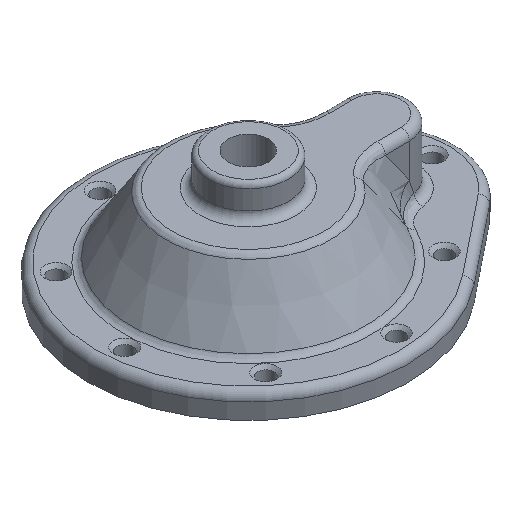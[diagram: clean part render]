
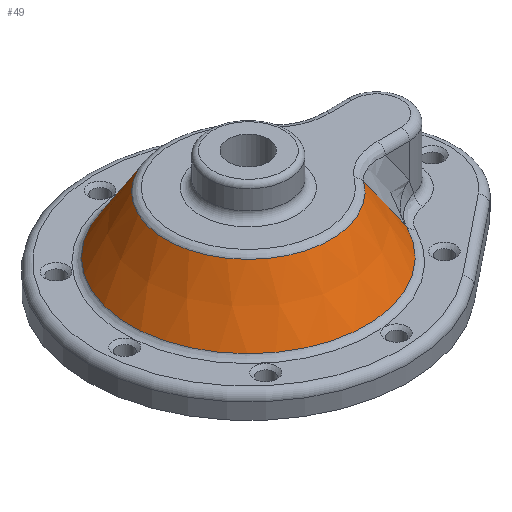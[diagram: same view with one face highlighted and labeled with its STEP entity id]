
A CAD part, isometric view. The second image highlights one B-rep face of the part: STEP entity #49.
In plain terms, the highlighted conical face has half-angle 32.005 degrees and reference radius 75 mm.
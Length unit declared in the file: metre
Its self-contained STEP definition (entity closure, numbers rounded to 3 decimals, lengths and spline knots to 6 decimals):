
#49 = ADVANCED_FACE( '', ( #131 ), #132, .T. );
#131 = FACE_OUTER_BOUND( '', #310, .T. );
#132 = CONICAL_SURFACE( '', #311, 0.075, 0.559 );
#310 = EDGE_LOOP( '', ( #1277, #1278, #1279, #1280, #1281, #1282 ) );
#311 = AXIS2_PLACEMENT_3D( '', #1283, #1284, #1285 );
#1277 = ORIENTED_EDGE( '', *, *, #1716, .T. );
#1278 = ORIENTED_EDGE( '', *, *, #1717, .T. );
#1279 = ORIENTED_EDGE( '', *, *, #1718, .T. );
#1280 = ORIENTED_EDGE( '', *, *, #1719, .T. );
#1281 = ORIENTED_EDGE( '', *, *, #1720, .T. );
#1282 = ORIENTED_EDGE( '', *, *, #1721, .T. );
#1283 = CARTESIAN_POINT( '', ( 0., 0., 0.015 ) );
#1284 = DIRECTION( '', ( 0., 0., -1. ) );
#1285 = DIRECTION( '', ( -1., 0., 0. ) );
#1716 = EDGE_CURVE( '', #1871, #1872, #1873, .T. );
#1717 = EDGE_CURVE( '', #1872, #1874, #1875, .F. );
#1718 = EDGE_CURVE( '', #1874, #1876, #1877, .T. );
#1719 = EDGE_CURVE( '', #1876, #1878, #1879, .T. );
#1720 = EDGE_CURVE( '', #1878, #1880, #1881, .F. );
#1721 = EDGE_CURVE( '', #1880, #1871, #1882, .T. );
#1871 = VERTEX_POINT( '', #2103 );
#1872 = VERTEX_POINT( '', #2104 );
#1873 = B_SPLINE_CURVE_WITH_KNOTS( '', 3, ( #2105, #2106, #2107, #2108 ), .UNSPECIFIED., .F., .F., ( 4, 4 ), ( 0., 0.002936 ), .UNSPECIFIED. );
#1874 = VERTEX_POINT( '', #2109 );
#1875 = CIRCLE( '', #2110, 0.073531 );
#1876 = VERTEX_POINT( '', #2111 );
#1877 = B_SPLINE_CURVE_WITH_KNOTS( '', 3, ( #2112, #2113, #2114, #2115 ), .UNSPECIFIED., .F., .F., ( 4, 4 ), ( 0.002848, 0.003968 ), .UNSPECIFIED. );
#1878 = VERTEX_POINT( '', #2116 );
#1879 = B_SPLINE_CURVE_WITH_KNOTS( '', 3, ( #2117, #2118, #2119, #2120, #2121, #2122, #2123, #2124, #2125, #2126, #2127, #2128, #2129, #2130, #2131, #2132, #2133 ), .UNSPECIFIED., .F., .F., ( 4, 1, 1, 2, 2, 1, 2, 2, 2, 4 ), ( 0.003955, 0.009185, 0.014415, 0.019645, 0.02226, 0.024875, 0.030105, 0.035336, 0.040566, 0.045796 ), .UNSPECIFIED. );
#1880 = VERTEX_POINT( '', #2134 );
#1881 = CIRCLE( '', #2135, 0.051469 );
#1882 = B_SPLINE_CURVE_WITH_KNOTS( '', 3, ( #2136, #2137, #2138, #2139, #2140, #2141, #2142, #2143, #2144, #2145, #2146, #2147, #2148, #2149 ), .UNSPECIFIED., .F., .F., ( 4, 2, 1, 1, 2, 2, 1, 1, 4 ), ( 0.002877, 0.007859, 0.01284, 0.017822, 0.022803, 0.027785, 0.032766, 0.037748, 0.042729 ), .UNSPECIFIED. );
#2103 = CARTESIAN_POINT( '', ( 0.064324, 0.032372, 0.019783 ) );
#2104 = CARTESIAN_POINT( '', ( 0.065964, 0.032489, 0.01735 ) );
#2105 = CARTESIAN_POINT( '', ( 0.064324, 0.032372, 0.019783 ) );
#2106 = CARTESIAN_POINT( '', ( 0.064868, 0.032422, 0.01897 ) );
#2107 = CARTESIAN_POINT( '', ( 0.065415, 0.032461, 0.018159 ) );
#2108 = CARTESIAN_POINT( '', ( 0.065964, 0.032489, 0.01735 ) );
#2109 = CARTESIAN_POINT( '', ( 0.065964, -0.032489, 0.01735 ) );
#2110 = AXIS2_PLACEMENT_3D( '', #2764, #2765, #2766 );
#2111 = CARTESIAN_POINT( '', ( 0.065337, -0.032452, 0.018277 ) );
#2112 = CARTESIAN_POINT( '', ( 0.065964, -0.032489, 0.01735 ) );
#2113 = CARTESIAN_POINT( '', ( 0.065755, -0.032478, 0.017659 ) );
#2114 = CARTESIAN_POINT( '', ( 0.065545, -0.032466, 0.017967 ) );
#2115 = CARTESIAN_POINT( '', ( 0.065337, -0.032452, 0.018277 ) );
#2116 = CARTESIAN_POINT( '', ( 0.04158, -0.030333, 0.05265 ) );
#2117 = CARTESIAN_POINT( '', ( 0.065337, -0.032452, 0.018277 ) );
#2118 = CARTESIAN_POINT( '', ( 0.064361, -0.032387, 0.01972 ) );
#2119 = CARTESIAN_POINT( '', ( 0.062408, -0.032253, 0.022606 ) );
#2120 = CARTESIAN_POINT( '', ( 0.059469, -0.032037, 0.026926 ) );
#2121 = CARTESIAN_POINT( '', ( 0.057503, -0.031882, 0.029802 ) );
#2122 = CARTESIAN_POINT( '', ( 0.056026, -0.031761, 0.031957 ) );
#2123 = CARTESIAN_POINT( '', ( 0.055533, -0.03172, 0.032674 ) );
#2124 = CARTESIAN_POINT( '', ( 0.054547, -0.031637, 0.034109 ) );
#2125 = CARTESIAN_POINT( '', ( 0.053065, -0.031509, 0.03626 ) );
#2126 = CARTESIAN_POINT( '', ( 0.051579, -0.031374, 0.038408 ) );
#2127 = CARTESIAN_POINT( '', ( 0.049593, -0.031187, 0.041268 ) );
#2128 = CARTESIAN_POINT( '', ( 0.048598, -0.03109, 0.042696 ) );
#2129 = CARTESIAN_POINT( '', ( 0.046603, -0.030888, 0.045547 ) );
#2130 = CARTESIAN_POINT( '', ( 0.045602, -0.030784, 0.046971 ) );
#2131 = CARTESIAN_POINT( '', ( 0.043596, -0.030565, 0.049814 ) );
#2132 = CARTESIAN_POINT( '', ( 0.04259, -0.030452, 0.051234 ) );
#2133 = CARTESIAN_POINT( '', ( 0.04158, -0.030333, 0.05265 ) );
#2134 = CARTESIAN_POINT( '', ( 0.04193, 0.029849, 0.05265 ) );
#2135 = AXIS2_PLACEMENT_3D( '', #2767, #2768, #2769 );
#2136 = CARTESIAN_POINT( '', ( 0.04193, 0.029849, 0.05265 ) );
#2137 = CARTESIAN_POINT( '', ( 0.042877, 0.029981, 0.051293 ) );
#2138 = CARTESIAN_POINT( '', ( 0.043822, 0.030109, 0.049933 ) );
#2139 = CARTESIAN_POINT( '', ( 0.045708, 0.030357, 0.047211 ) );
#2140 = CARTESIAN_POINT( '', ( 0.047589, 0.030597, 0.044485 ) );
#2141 = CARTESIAN_POINT( '', ( 0.050401, 0.030936, 0.040386 ) );
#2142 = CARTESIAN_POINT( '', ( 0.052268, 0.031149, 0.037648 ) );
#2143 = CARTESIAN_POINT( '', ( 0.054133, 0.031356, 0.034908 ) );
#2144 = CARTESIAN_POINT( '', ( 0.055064, 0.031457, 0.033536 ) );
#2145 = CARTESIAN_POINT( '', ( 0.056923, 0.031653, 0.030791 ) );
#2146 = CARTESIAN_POINT( '', ( 0.058779, 0.031844, 0.028043 ) );
#2147 = CARTESIAN_POINT( '', ( 0.061556, 0.032116, 0.023916 ) );
#2148 = CARTESIAN_POINT( '', ( 0.063402, 0.032288, 0.021161 ) );
#2149 = CARTESIAN_POINT( '', ( 0.064324, 0.032372, 0.019783 ) );
#2764 = CARTESIAN_POINT( '', ( 0., 0., 0.01735 ) );
#2765 = DIRECTION( '', ( 0., 0., -1. ) );
#2766 = DIRECTION( '', ( -1., 0., 0. ) );
#2767 = CARTESIAN_POINT( '', ( 0., 0., 0.05265 ) );
#2768 = DIRECTION( '', ( 0., 0., 1. ) );
#2769 = DIRECTION( '', ( 1., 0., 0. ) );
